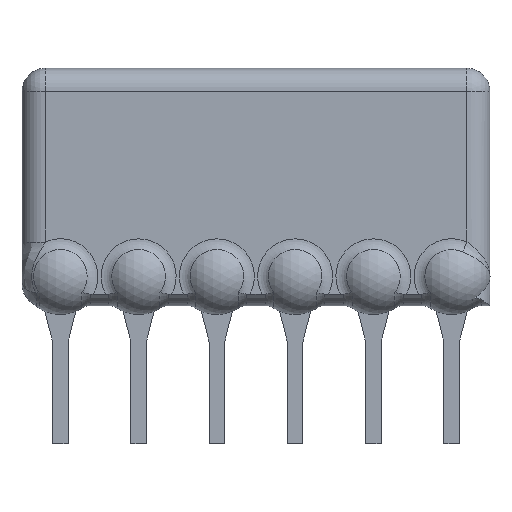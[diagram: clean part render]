
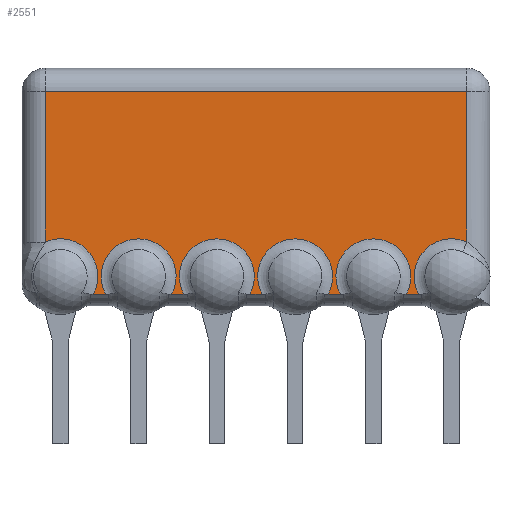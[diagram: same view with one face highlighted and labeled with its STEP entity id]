
A CAD part, left-side view. The second image highlights one B-rep face of the part: STEP entity #2551.
In plain terms, the highlighted planar face has unit normal (-1, 0, 0).
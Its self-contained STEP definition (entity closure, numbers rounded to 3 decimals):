
#177=CARTESIAN_POINT('',(-0.75,0.75,
1.112));
#391=CARTESIAN_POINT('',(-0.75,13.945,0.));
#392=DIRECTION('',(1.,0.,0.));
#393=DIRECTION('',(0.,0.407,0.914));
#394=AXIS2_PLACEMENT_3D('',#391,#392,#393);
#630=DIRECTION('',(0.,0.,-1.));
#631=VECTOR('',#630,4.893);
#632=CARTESIAN_POINT('',(-0.75,14.44,6.005));
#633=LINE('',#632,#631);
#634=DIRECTION('',(0.,0.,-1.));
#635=VECTOR('',#634,4.893);
#636=CARTESIAN_POINT('',(-0.75,0.75,6.005));
#637=LINE('',#636,#635);
#638=CARTESIAN_POINT('',(-0.75,1.245,0.));
#639=DIRECTION('',(1.,0.,0.));
#640=DIRECTION('',(0.,0.875,-0.484));
#641=AXIS2_PLACEMENT_3D('',#638,#639,#640);
#643=DIRECTION('',(0.,1.,0.));
#644=VECTOR('',#643,0.409);
#645=CARTESIAN_POINT('',(-0.75,2.311,-0.589));
#646=LINE('',#645,#644);
#647=DIRECTION('',(0.,1.,0.));
#648=VECTOR('',#647,0.409);
#649=CARTESIAN_POINT('',(-0.75,4.851,-0.589));
#650=LINE('',#649,#648);
#651=DIRECTION('',(0.,1.,0.));
#652=VECTOR('',#651,0.409);
#653=CARTESIAN_POINT('',(-0.75,7.391,-0.589));
#654=LINE('',#653,#652);
#655=DIRECTION('',(0.,1.,0.));
#656=VECTOR('',#655,0.409);
#657=CARTESIAN_POINT('',(-0.75,9.931,-0.589));
#658=LINE('',#657,#656);
#659=DIRECTION('',(0.,1.,0.));
#660=VECTOR('',#659,0.409);
#661=CARTESIAN_POINT('',(-0.75,12.471,-0.589));
#662=LINE('',#661,#660);
#673=DIRECTION('',(0.,1.,0.));
#674=VECTOR('',#673,13.69);
#675=CARTESIAN_POINT('',(-0.75,0.75,6.005));
#676=LINE('',#675,#674);
#706=CARTESIAN_POINT('',(-0.75,3.785,0.));
#707=DIRECTION('',(1.,0.,0.));
#708=DIRECTION('',(0.,0.875,-0.484));
#709=AXIS2_PLACEMENT_3D('',#706,#707,#708);
#766=CARTESIAN_POINT('',(-0.75,6.325,0.));
#767=DIRECTION('',(1.,0.,0.));
#768=DIRECTION('',(0.,0.875,-0.484));
#769=AXIS2_PLACEMENT_3D('',#766,#767,#768);
#932=CARTESIAN_POINT('',(-0.75,8.865,0.));
#933=DIRECTION('',(1.,0.,0.));
#934=DIRECTION('',(0.,0.875,-0.484));
#935=AXIS2_PLACEMENT_3D('',#932,#933,#934);
#1093=CARTESIAN_POINT('',(-0.75,11.405,0.));
#1094=DIRECTION('',(1.,0.,0.));
#1095=DIRECTION('',(0.,0.875,-0.484));
#1096=AXIS2_PLACEMENT_3D('',#1093,#1094,#1095);
#1384=CARTESIAN_POINT('',(-0.75,0.75,6.005));
#1386=VERTEX_POINT('',#1384);
#1389=VERTEX_POINT('',#177);
#1392=CARTESIAN_POINT('',(-0.75,2.311,-0.589));
#1393=VERTEX_POINT('',#1392);
#1411=CARTESIAN_POINT('',(-0.75,4.851,-0.589));
#1412=CARTESIAN_POINT('',(-0.75,5.259,-0.589));
#1413=VERTEX_POINT('',#1411);
#1414=VERTEX_POINT('',#1412);
#1419=CARTESIAN_POINT('',(-0.75,2.719,-0.589));
#1420=VERTEX_POINT('',#1419);
#1431=CARTESIAN_POINT('',(-0.75,7.391,-0.589));
#1432=CARTESIAN_POINT('',(-0.75,7.799,-0.589));
#1433=VERTEX_POINT('',#1431);
#1434=VERTEX_POINT('',#1432);
#1435=CARTESIAN_POINT('',(-0.75,9.931,-0.589));
#1436=CARTESIAN_POINT('',(-0.75,10.339,-0.589));
#1437=VERTEX_POINT('',#1435);
#1438=VERTEX_POINT('',#1436);
#1439=CARTESIAN_POINT('',(-0.75,12.471,-0.589));
#1440=CARTESIAN_POINT('',(-0.75,12.879,-0.589));
#1441=VERTEX_POINT('',#1439);
#1442=VERTEX_POINT('',#1440);
#1631=CARTESIAN_POINT('',(-0.75,14.44,6.005));
#1632=CARTESIAN_POINT('',(-0.75,14.44,1.112));
#1633=VERTEX_POINT('',#1631);
#1634=VERTEX_POINT('',#1632);
#2524=CARTESIAN_POINT('',(-0.75,0.,-0.589));
#2525=DIRECTION('',(-1.,0.,0.));
#2526=DIRECTION('',(0.,0.,1.));
#2527=AXIS2_PLACEMENT_3D('',#2524,#2525,#2526);
#2528=PLANE('',#2527);
#2529=ORIENTED_EDGE('',*,*,#2091,.F.);
#2531=ORIENTED_EDGE('',*,*,#2530,.F.);
#2532=ORIENTED_EDGE('',*,*,#1854,.T.);
#2534=ORIENTED_EDGE('',*,*,#2533,.F.);
#2535=ORIENTED_EDGE('',*,*,#1745,.T.);
#2537=ORIENTED_EDGE('',*,*,#2536,.F.);
#2538=ORIENTED_EDGE('',*,*,#1729,.T.);
#2540=ORIENTED_EDGE('',*,*,#2539,.F.);
#2541=ORIENTED_EDGE('',*,*,#1821,.T.);
#2543=ORIENTED_EDGE('',*,*,#2542,.F.);
#2544=ORIENTED_EDGE('',*,*,#1789,.T.);
#2546=ORIENTED_EDGE('',*,*,#2545,.F.);
#2547=ORIENTED_EDGE('',*,*,#1765,.T.);
#2548=ORIENTED_EDGE('',*,*,#2191,.F.);
#2549=EDGE_LOOP('',(#2529,#2531,#2532,#2534,#2535,#2537,#2538,#2540,#2541,#2543,
#2544,#2546,#2547,#2548));
#2550=FACE_OUTER_BOUND('',#2549,.F.);
#395=CIRCLE('',#394,1.218);
#642=CIRCLE('',#641,1.218);
#710=CIRCLE('',#709,1.218);
#770=CIRCLE('',#769,1.218);
#936=CIRCLE('',#935,1.218);
#1097=CIRCLE('',#1096,1.218);
#1729=EDGE_CURVE('',#1413,#1414,#650,.T.);
#1745=EDGE_CURVE('',#1393,#1420,#646,.T.);
#1765=EDGE_CURVE('',#1441,#1442,#662,.T.);
#1789=EDGE_CURVE('',#1437,#1438,#658,.T.);
#1821=EDGE_CURVE('',#1433,#1434,#654,.T.);
#1854=EDGE_CURVE('',#1386,#1389,#637,.T.);
#2091=EDGE_CURVE('',#1633,#1634,#633,.T.);
#2191=EDGE_CURVE('',#1634,#1442,#395,.T.);
#2530=EDGE_CURVE('',#1386,#1633,#676,.T.);
#2533=EDGE_CURVE('',#1393,#1389,#642,.T.);
#2536=EDGE_CURVE('',#1413,#1420,#710,.T.);
#2539=EDGE_CURVE('',#1433,#1414,#770,.T.);
#2542=EDGE_CURVE('',#1437,#1434,#936,.T.);
#2545=EDGE_CURVE('',#1441,#1438,#1097,.T.);
#2551=ADVANCED_FACE('',(#2550),#2528,.T.);
